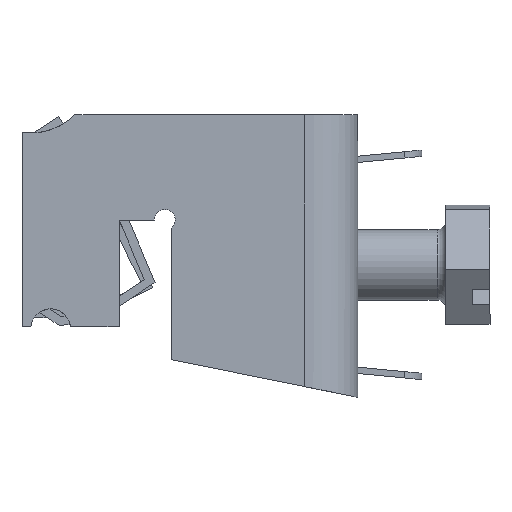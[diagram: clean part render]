
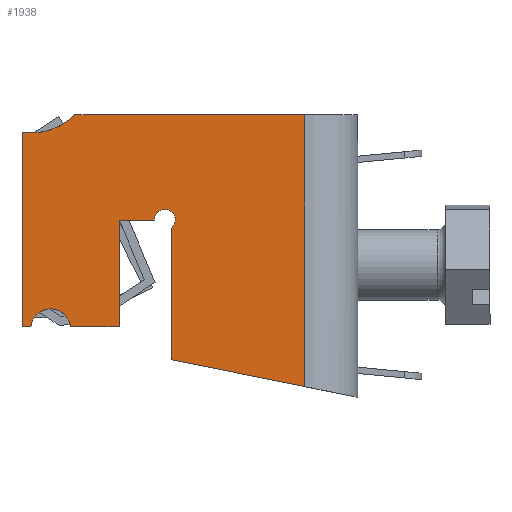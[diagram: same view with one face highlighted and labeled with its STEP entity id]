
A CAD part, left-side view. The second image highlights one B-rep face of the part: STEP entity #1938.
In plain terms, the highlighted face is planar.
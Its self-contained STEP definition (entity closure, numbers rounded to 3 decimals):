
#1138=CARTESIAN_POINT('',(30.788,32.,21.0));
#1139=VERTEX_POINT('',#1138);
#1147=CARTESIAN_POINT('',(27.738,16.902,21.0));
#1148=VERTEX_POINT('',#1147);
#1149=CARTESIAN_POINT('',(27.738,16.902,21.0));
#1150=DIRECTION('',(0.198,0.98,0.0));
#1151=VECTOR('',#1150,15.403);
#1152=LINE('',#1149,#1151);
#1153=EDGE_CURVE('',#1148,#1139,#1152,.T.);
#1427=CARTESIAN_POINT('',(0.0,32.,21.0));
#1428=VERTEX_POINT('',#1427);
#1436=CARTESIAN_POINT('',(0.0,32.,21.0));
#1437=DIRECTION('',(1.0,0.0,0.0));
#1438=VECTOR('',#1437,30.788);
#1439=LINE('',#1436,#1438);
#1440=EDGE_CURVE('',#1428,#1139,#1439,.T.);
#1485=CARTESIAN_POINT('',(0.0,6.,21.0));
#1486=VERTEX_POINT('',#1485);
#1493=CARTESIAN_POINT('',(0.0,6.,21.0));
#1494=DIRECTION('',(0.0,1.0,0.0));
#1495=VECTOR('',#1494,26.);
#1496=LINE('',#1493,#1495);
#1497=EDGE_CURVE('',#1486,#1428,#1496,.T.);
#1684=CARTESIAN_POINT('',(12.851,16.902,21.0));
#1685=VERTEX_POINT('',#1684);
#1686=CARTESIAN_POINT('',(12.851,16.902,21.0));
#1687=DIRECTION('',(1.0,0.0,0.0));
#1688=VECTOR('',#1687,14.887);
#1689=LINE('',#1686,#1688);
#1690=EDGE_CURVE('',#1685,#1148,#1689,.T.);
#1747=CARTESIAN_POINT('',(12.,15.0,21.0));
#1748=VERTEX_POINT('',#1747);
#1749=CARTESIAN_POINT('',(11.925,16.174,21.0));
#1750=DIRECTION('',(0.0,0.0,-1.0));
#1751=DIRECTION('',(0.786,0.618,0.0));
#1752=AXIS2_PLACEMENT_3D('',#1749,#1750,#1751);
#1753=CIRCLE('',#1752,1.177);
#1754=EDGE_CURVE('',#1748,#1685,#1753,.T.);
#1788=CARTESIAN_POINT('',(24.,11.0,21.0));
#1789=VERTEX_POINT('',#1788);
#1796=CARTESIAN_POINT('',(24.,5.5,21.0));
#1797=VERTEX_POINT('',#1796);
#1798=CARTESIAN_POINT('',(24.,11.0,21.0));
#1799=DIRECTION('',(0.0,-1.0,0.0));
#1800=VECTOR('',#1799,5.5);
#1801=LINE('',#1798,#1800);
#1802=EDGE_CURVE('',#1789,#1797,#1801,.T.);
#1841=CARTESIAN_POINT('',(12.,11.0,21.0));
#1842=VERTEX_POINT('',#1841);
#1843=CARTESIAN_POINT('',(12.,11.,21.0));
#1844=DIRECTION('',(0.0,1.0,0.0));
#1845=VECTOR('',#1844,4.);
#1846=LINE('',#1843,#1845);
#1847=EDGE_CURVE('',#1842,#1748,#1846,.T.);
#1881=CARTESIAN_POINT('',(24.0,11.0,21.0));
#1882=DIRECTION('',(-1.0,0.0,0.0));
#1883=VECTOR('',#1882,12.0);
#1884=LINE('',#1881,#1883);
#1885=EDGE_CURVE('',#1789,#1842,#1884,.T.);
#1891=CARTESIAN_POINT('',(15.656,19.603,21.0));
#1892=DIRECTION('',(0.0,0.0,1.0));
#1893=DIRECTION('',(1.0,0.0,0.0));
#1894=AXIS2_PLACEMENT_3D('',#1891,#1892,#1893);
#1895=PLANE('',#1894);
#1896=ORIENTED_EDGE('',*,*,#1153,.T.);
#1897=ORIENTED_EDGE('',*,*,#1440,.F.);
#1898=ORIENTED_EDGE('',*,*,#1497,.F.);
#1899=CARTESIAN_POINT('',(2.0,0.0,21.0));
#1900=VERTEX_POINT('',#1899);
#1901=CARTESIAN_POINT('',(-5.,1.0,21.0));
#1902=DIRECTION('',(0.0,0.0,1.0));
#1903=DIRECTION('',(-0.99,0.141,0.0));
#1904=AXIS2_PLACEMENT_3D('',#1901,#1902,#1903);
#1905=CIRCLE('',#1904,7.071);
#1906=EDGE_CURVE('',#1900,#1486,#1905,.T.);
#1907=ORIENTED_EDGE('',*,*,#1906,.F.);
#1908=CARTESIAN_POINT('',(24.,0.0,21.0));
#1909=VERTEX_POINT('',#1908);
#1910=CARTESIAN_POINT('',(24.,0.0,21.0));
#1911=DIRECTION('',(-1.0,0.0,0.0));
#1912=VECTOR('',#1911,22.);
#1913=LINE('',#1910,#1912);
#1914=EDGE_CURVE('',#1909,#1900,#1913,.T.);
#1915=ORIENTED_EDGE('',*,*,#1914,.F.);
#1916=CARTESIAN_POINT('',(24.,1.,21.0));
#1917=VERTEX_POINT('',#1916);
#1918=CARTESIAN_POINT('',(24.,1.,21.0));
#1919=DIRECTION('',(0.0,-1.0,0.0));
#1920=VECTOR('',#1919,1.);
#1921=LINE('',#1918,#1920);
#1922=EDGE_CURVE('',#1917,#1909,#1921,.T.);
#1923=ORIENTED_EDGE('',*,*,#1922,.F.);
#1924=CARTESIAN_POINT('',(24.25,3.25,21.0));
#1925=DIRECTION('',(0.0,0.0,1.0));
#1926=DIRECTION('',(0.11,-0.994,0.0));
#1927=AXIS2_PLACEMENT_3D('',#1924,#1925,#1926);
#1928=CIRCLE('',#1927,2.264);
#1929=EDGE_CURVE('',#1797,#1917,#1928,.T.);
#1930=ORIENTED_EDGE('',*,*,#1929,.F.);
#1931=ORIENTED_EDGE('',*,*,#1802,.F.);
#1932=ORIENTED_EDGE('',*,*,#1885,.T.);
#1933=ORIENTED_EDGE('',*,*,#1847,.T.);
#1934=ORIENTED_EDGE('',*,*,#1754,.T.);
#1935=ORIENTED_EDGE('',*,*,#1690,.T.);
#1936=EDGE_LOOP('',(#1896,#1897,#1898,#1907,#1915,#1923,#1930,#1931,#1932,#1933,#1934,#1935));
#1937=FACE_OUTER_BOUND('',#1936,.T.);
#1938=ADVANCED_FACE('',(#1937),#1895,.T.);
